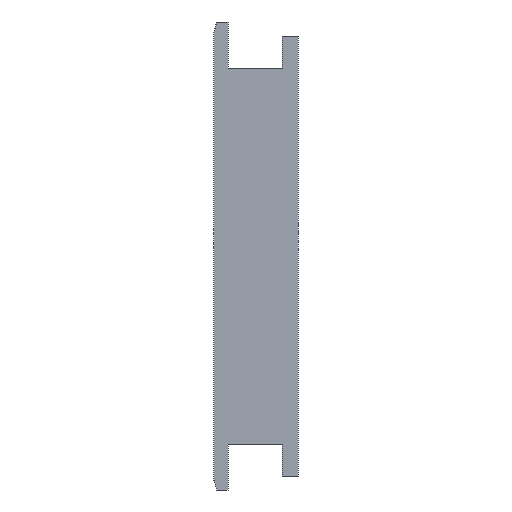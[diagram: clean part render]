
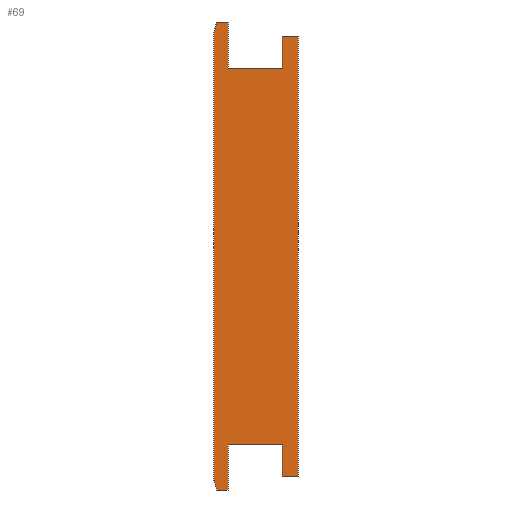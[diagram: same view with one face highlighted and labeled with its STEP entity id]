
A CAD part, left-side view. The second image highlights one B-rep face of the part: STEP entity #69.
In plain terms, the highlighted planar face has unit normal (-1, 0, 0).
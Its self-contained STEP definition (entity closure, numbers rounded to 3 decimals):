
#69=ADVANCED_FACE('',(#133),#134,.F.);
#133=FACE_OUTER_BOUND('',#189,.T.);
#134=PLANE('',#190);
#189=EDGE_LOOP('',(#309,#310,#311,#312,#313,#314,#315,#316,#317,#318,#319,#320,#321,#322));
#190=AXIS2_PLACEMENT_3D('',#323,#324,#325);
#309=ORIENTED_EDGE('',*,*,#400,.F.);
#310=ORIENTED_EDGE('',*,*,#348,.F.);
#311=ORIENTED_EDGE('',*,*,#353,.F.);
#312=ORIENTED_EDGE('',*,*,#357,.F.);
#313=ORIENTED_EDGE('',*,*,#361,.F.);
#314=ORIENTED_EDGE('',*,*,#365,.F.);
#315=ORIENTED_EDGE('',*,*,#369,.F.);
#316=ORIENTED_EDGE('',*,*,#373,.F.);
#317=ORIENTED_EDGE('',*,*,#377,.F.);
#318=ORIENTED_EDGE('',*,*,#381,.F.);
#319=ORIENTED_EDGE('',*,*,#385,.F.);
#320=ORIENTED_EDGE('',*,*,#389,.F.);
#321=ORIENTED_EDGE('',*,*,#393,.F.);
#322=ORIENTED_EDGE('',*,*,#397,.F.);
#323=CARTESIAN_POINT('',(0.0,-10.119,0.));
#324=DIRECTION('',(1.0,0.0,0.0));
#325=DIRECTION('',(0.0,0.0,-1.0));
#348=EDGE_CURVE('',#408,#410,#411,.T.);
#353=EDGE_CURVE('',#416,#408,#418,.T.);
#357=EDGE_CURVE('',#422,#416,#424,.T.);
#361=EDGE_CURVE('',#428,#422,#430,.T.);
#365=EDGE_CURVE('',#434,#428,#436,.T.);
#369=EDGE_CURVE('',#440,#434,#442,.T.);
#373=EDGE_CURVE('',#446,#440,#448,.T.);
#377=EDGE_CURVE('',#452,#446,#454,.T.);
#381=EDGE_CURVE('',#458,#452,#460,.T.);
#385=EDGE_CURVE('',#464,#458,#466,.T.);
#389=EDGE_CURVE('',#470,#464,#472,.T.);
#393=EDGE_CURVE('',#476,#470,#478,.T.);
#397=EDGE_CURVE('',#482,#476,#484,.T.);
#400=EDGE_CURVE('',#410,#482,#487,.T.);
#408=VERTEX_POINT('',#496);
#410=VERTEX_POINT('',#499);
#411=LINE('',#500,#501);
#416=VERTEX_POINT('',#508);
#418=LINE('',#511,#512);
#422=VERTEX_POINT('',#517);
#424=LINE('',#520,#521);
#428=VERTEX_POINT('',#526);
#430=LINE('',#529,#530);
#434=VERTEX_POINT('',#535);
#436=LINE('',#538,#539);
#440=VERTEX_POINT('',#544);
#442=LINE('',#547,#548);
#446=VERTEX_POINT('',#553);
#448=LINE('',#556,#557);
#452=VERTEX_POINT('',#562);
#454=LINE('',#565,#566);
#458=VERTEX_POINT('',#571);
#460=LINE('',#574,#575);
#464=VERTEX_POINT('',#580);
#466=LINE('',#583,#584);
#470=VERTEX_POINT('',#589);
#472=LINE('',#592,#593);
#476=VERTEX_POINT('',#598);
#478=LINE('',#601,#602);
#482=VERTEX_POINT('',#607);
#484=LINE('',#610,#611);
#487=LINE('',#615,#616);
#496=CARTESIAN_POINT('',(0.0,-0.67,58.5));
#499=CARTESIAN_POINT('',(0.0,-3.5,58.5));
#500=CARTESIAN_POINT('',(0.0,-0.67,58.5));
#501=VECTOR('',#622,1.0);
#508=CARTESIAN_POINT('',(0.0,0.0,56.0));
#511=CARTESIAN_POINT('',(0.0,0.0,56.0));
#512=VECTOR('',#626,1.0);
#517=CARTESIAN_POINT('',(0.0,0.,-56.0));
#520=CARTESIAN_POINT('',(0.0,0.0,-56.0));
#521=VECTOR('',#629,1.0);
#526=CARTESIAN_POINT('',(0.0,-0.67,-58.5));
#529=CARTESIAN_POINT('',(0.0,-0.67,-58.5));
#530=VECTOR('',#632,1.0);
#535=CARTESIAN_POINT('',(0.0,-3.5,-58.5));
#538=CARTESIAN_POINT('',(0.0,-3.5,-58.5));
#539=VECTOR('',#635,1.0);
#544=CARTESIAN_POINT('',(0.0,-3.5,-47.0));
#547=CARTESIAN_POINT('',(0.0,-3.5,-47.0));
#548=VECTOR('',#638,1.0);
#553=CARTESIAN_POINT('',(0.0,-17.,-47.0));
#556=CARTESIAN_POINT('',(0.0,-17.,-47.0));
#557=VECTOR('',#641,1.0);
#562=CARTESIAN_POINT('',(0.0,-17.,-55.0));
#565=CARTESIAN_POINT('',(0.0,-17.,-55.0));
#566=VECTOR('',#644,1.0);
#571=CARTESIAN_POINT('',(0.0,-21.,-55.0));
#574=CARTESIAN_POINT('',(0.0,-21.,-55.0));
#575=VECTOR('',#647,1.0);
#580=CARTESIAN_POINT('',(0.0,-21.,55.0));
#583=CARTESIAN_POINT('',(0.0,-21.,55.0));
#584=VECTOR('',#650,1.0);
#589=CARTESIAN_POINT('',(0.0,-17.,55.0));
#592=CARTESIAN_POINT('',(0.0,-17.,55.0));
#593=VECTOR('',#653,1.0);
#598=CARTESIAN_POINT('',(0.0,-17.,47.0));
#601=CARTESIAN_POINT('',(0.0,-17.,47.0));
#602=VECTOR('',#656,1.0);
#607=CARTESIAN_POINT('',(0.0,-3.5,47.0));
#610=CARTESIAN_POINT('',(0.0,-3.5,47.0));
#611=VECTOR('',#659,1.0);
#615=CARTESIAN_POINT('',(0.0,-3.5,58.5));
#616=VECTOR('',#661,1.0);
#622=DIRECTION('',(0.0,-1.0,0.0));
#626=DIRECTION('',(0.0,-0.259,0.966));
#629=DIRECTION('',(0.0,0.0,1.0));
#632=DIRECTION('',(0.0,0.259,0.966));
#635=DIRECTION('',(0.0,1.0,0.0));
#638=DIRECTION('',(0.0,0.0,-1.0));
#641=DIRECTION('',(0.0,1.0,0.0));
#644=DIRECTION('',(0.0,0.0,1.0));
#647=DIRECTION('',(0.0,1.0,0.0));
#650=DIRECTION('',(0.0,0.0,-1.0));
#653=DIRECTION('',(0.0,-1.0,0.0));
#656=DIRECTION('',(0.0,0.0,1.0));
#659=DIRECTION('',(0.0,-1.0,0.0));
#661=DIRECTION('',(0.0,0.0,-1.0));
